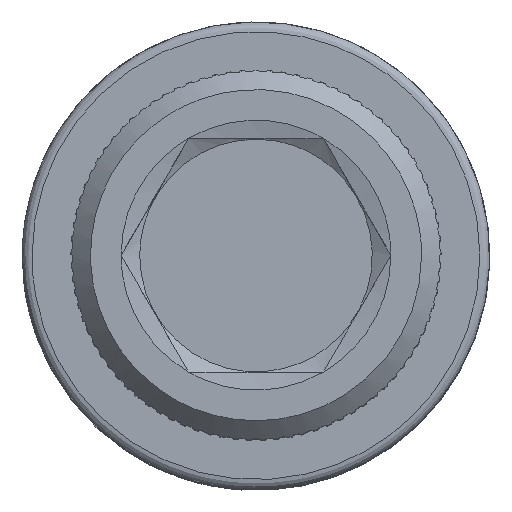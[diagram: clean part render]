
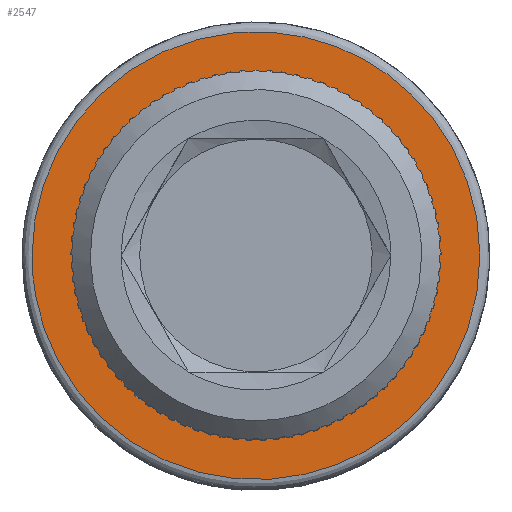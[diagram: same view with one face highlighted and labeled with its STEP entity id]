
A CAD part, top view. The second image highlights one B-rep face of the part: STEP entity #2547.
In plain terms, the highlighted free-form (B-spline) face has degree [1, 1] with [2, 2] control points.
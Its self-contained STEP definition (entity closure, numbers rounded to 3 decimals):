
#2500 = EDGE_CURVE('',#2501,#2501,#2503,.T.);
#2501 = VERTEX_POINT('',#2502);
#2502 = CARTESIAN_POINT('',(-10.335,0.,
    49.427));
#2503 = ( BOUNDED_CURVE() B_SPLINE_CURVE(2,(#2504,#2505,#2506,#2507,
#2508,#2509,#2510),.UNSPECIFIED.,.T.,.F.) B_SPLINE_CURVE_WITH_KNOTS((3,2
    ,2,3),(3.142,5.236,7.33,9.425),
.PIECEWISE_BEZIER_KNOTS.) CURVE() GEOMETRIC_REPRESENTATION_ITEM() 
RATIONAL_B_SPLINE_CURVE((1.,0.5,1.,0.5,1.,0.5,1.)) REPRESENTATION_ITEM(
  '') );
#2504 = CARTESIAN_POINT('',(-10.335,0.,
    49.427));
#2505 = CARTESIAN_POINT('',(-10.335,17.9,
    49.427));
#2506 = CARTESIAN_POINT('',(5.167,8.95,
    49.427));
#2507 = CARTESIAN_POINT('',(20.67,0.,
    49.427));
#2508 = CARTESIAN_POINT('',(5.167,-8.95,
    49.427));
#2509 = CARTESIAN_POINT('',(-10.335,-17.9,
    49.427));
#2510 = CARTESIAN_POINT('',(-10.335,0.,
    49.427));
#2547 = ADVANCED_FACE('',(#2548,#2551),#2565,.T.);
#2548 = FACE_BOUND('',#2549,.T.);
#2549 = EDGE_LOOP('',(#2550));
#2550 = ORIENTED_EDGE('',*,*,#2500,.F.);
#2551 = FACE_BOUND('',#2552,.T.);
#2552 = EDGE_LOOP('',(#2553));
#2553 = ORIENTED_EDGE('',*,*,#2554,.F.);
#2554 = EDGE_CURVE('',#2555,#2555,#2557,.T.);
#2555 = VERTEX_POINT('',#2556);
#2556 = CARTESIAN_POINT('',(-6.021,0.,
    49.427));
#2557 = ( BOUNDED_CURVE() B_SPLINE_CURVE(2,(#2558,#2559,#2560,#2561,
#2562,#2563,#2564),.UNSPECIFIED.,.T.,.F.) B_SPLINE_CURVE_WITH_KNOTS((3,2
    ,2,3),(3.142,5.236,7.33,9.425),
.PIECEWISE_BEZIER_KNOTS.) CURVE() GEOMETRIC_REPRESENTATION_ITEM() 
RATIONAL_B_SPLINE_CURVE((1.,0.5,1.,0.5,1.,0.5,1.)) REPRESENTATION_ITEM(
  '') );
#2558 = CARTESIAN_POINT('',(-6.021,0.,
    49.427));
#2559 = CARTESIAN_POINT('',(-6.021,-10.429,
    49.427));
#2560 = CARTESIAN_POINT('',(3.011,-5.214,
    49.427));
#2561 = CARTESIAN_POINT('',(12.042,0.,
    49.427));
#2562 = CARTESIAN_POINT('',(3.011,5.214,
    49.427));
#2563 = CARTESIAN_POINT('',(-6.021,10.429,
    49.427));
#2564 = CARTESIAN_POINT('',(-6.021,0.,
    49.427));
#2565 = B_SPLINE_SURFACE_WITH_KNOTS('',1,1,(
    (#2566,#2567)
    ,(#2568,#2569
    )),.UNSPECIFIED.,.F.,.F.,.F.,(2,2),(2,2),(-11.5,
    11.5),(-11.5,11.5),
  .PIECEWISE_BEZIER_KNOTS.);
#2566 = CARTESIAN_POINT('',(-10.335,-10.335,
    49.427));
#2567 = CARTESIAN_POINT('',(-10.335,10.335,
    49.427));
#2568 = CARTESIAN_POINT('',(10.335,-10.335,
    49.427));
#2569 = CARTESIAN_POINT('',(10.335,10.335,
    49.427));
